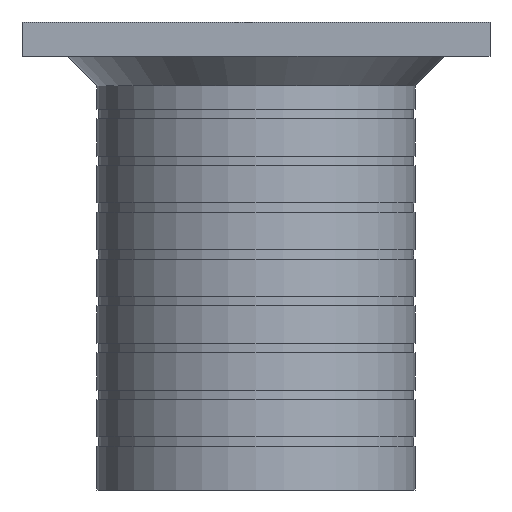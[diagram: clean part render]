
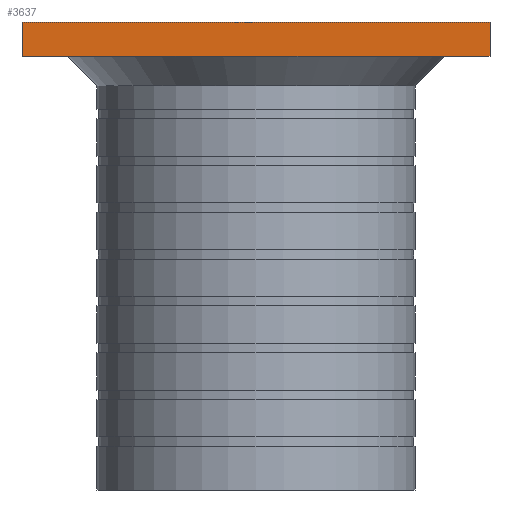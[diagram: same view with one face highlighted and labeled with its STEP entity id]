
A CAD part, front view. The second image highlights one B-rep face of the part: STEP entity #3637.
In plain terms, the highlighted planar face has unit normal (0, -1, 0).
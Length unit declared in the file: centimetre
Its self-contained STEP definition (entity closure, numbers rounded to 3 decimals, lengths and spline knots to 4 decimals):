
#186=PLANE('',#3932);
#268=FACE_OUTER_BOUND('',#532,.T.);
#532=EDGE_LOOP('',(#2521,#2522,#2523,#2524));
#784=LINE('',#6083,#942);
#785=LINE('',#6086,#943);
#786=LINE('',#6088,#944);
#787=LINE('',#6089,#945);
#942=VECTOR('',#4706,1.);
#943=VECTOR('',#4709,1.);
#944=VECTOR('',#4710,1.);
#945=VECTOR('',#4711,1.);
#1508=VERTEX_POINT('',#6079);
#1509=VERTEX_POINT('',#6081);
#1510=VERTEX_POINT('',#6085);
#1511=VERTEX_POINT('',#6087);
#1884=EDGE_CURVE('',#1508,#1509,#784,.T.);
#1885=EDGE_CURVE('',#1510,#1508,#785,.T.);
#1886=EDGE_CURVE('',#1511,#1509,#786,.T.);
#1887=EDGE_CURVE('',#1510,#1511,#787,.T.);
#2521=ORIENTED_EDGE('',*,*,#1885,.T.);
#2522=ORIENTED_EDGE('',*,*,#1884,.T.);
#2523=ORIENTED_EDGE('',*,*,#1886,.F.);
#2524=ORIENTED_EDGE('',*,*,#1887,.F.);
#3637=ADVANCED_FACE('',(#268),#186,.T.);
#3932=AXIS2_PLACEMENT_3D('',#6084,#4707,#4708);
#4706=DIRECTION('',(0.,0.,1.));
#4707=DIRECTION('center_axis',(0.,-1.,0.));
#4708=DIRECTION('ref_axis',(1.,0.,0.));
#4709=DIRECTION('',(1.,0.,0.));
#4710=DIRECTION('',(1.,0.,0.));
#4711=DIRECTION('',(0.,0.,1.));
#6079=CARTESIAN_POINT('',(75.,-75.,139.));
#6081=CARTESIAN_POINT('',(75.,-75.,150.));
#6083=CARTESIAN_POINT('',(75.,-75.,139.));
#6084=CARTESIAN_POINT('Origin',(-75.,-75.,139.));
#6085=CARTESIAN_POINT('',(-75.,-75.,139.));
#6086=CARTESIAN_POINT('',(-75.,-75.,139.));
#6087=CARTESIAN_POINT('',(-75.,-75.,150.));
#6088=CARTESIAN_POINT('',(-75.,-75.,150.));
#6089=CARTESIAN_POINT('',(-75.,-75.,139.));
